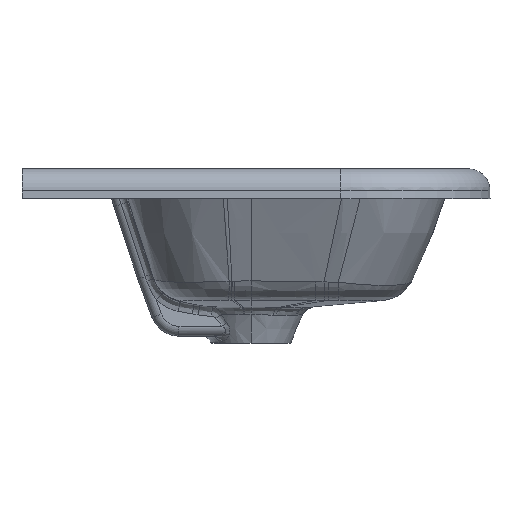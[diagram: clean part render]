
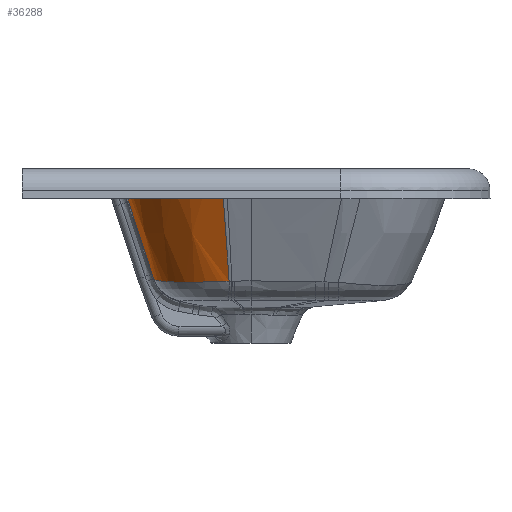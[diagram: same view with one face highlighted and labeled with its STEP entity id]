
A CAD part, left-side view. The second image highlights one B-rep face of the part: STEP entity #36288.
In plain terms, the highlighted free-form (B-spline) face has degree [3, 3] with [5, 7] control points.
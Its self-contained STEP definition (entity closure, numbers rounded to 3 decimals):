
#8843=CARTESIAN_POINT('',(-3108.783,3354.854,5459.035));
#8858=CARTESIAN_POINT('',(-5409.217,853.862,5494.238));
#8859=CARTESIAN_POINT('',(-5392.969,1472.815,5490.874));
#8860=CARTESIAN_POINT('',(-4896.85,2696.814,5478.742));
#8861=CARTESIAN_POINT('',(-3721.17,3291.818,5463.746));
#8862=CARTESIAN_POINT('',(-3108.783,3354.854,5459.035));
#8864=CARTESIAN_POINT('',(-4245.895,685.185,3105.008));
#8865=CARTESIAN_POINT('',(-4449.498,720.662,3512.422));
#8866=CARTESIAN_POINT('',(-4842.209,784.767,4308.798));
#8867=CARTESIAN_POINT('',(-5224.781,833.725,5104.95));
#8868=CARTESIAN_POINT('',(-5409.217,853.862,5494.238));
#8870=CARTESIAN_POINT('',(-2373.584,2612.267,3164.784));
#8871=CARTESIAN_POINT('',(-2495.541,2608.609,3153.013));
#8872=CARTESIAN_POINT('',(-2728.804,2575.479,3132.705));
#8873=CARTESIAN_POINT('',(-3007.753,2490.723,3112.548));
#8874=CARTESIAN_POINT('',(-3313.08,2337.728,3095.009));
#8875=CARTESIAN_POINT('',(-3554.443,2166.734,3085.126));
#8876=CARTESIAN_POINT('',(-3826.497,1886.603,3078.604));
#8877=CARTESIAN_POINT('',(-3986.163,1647.547,3078.878));
#8878=CARTESIAN_POINT('',(-4140.849,1330.949,3082.832));
#8879=CARTESIAN_POINT('',(-4233.759,954.366,3093.755));
#8880=CARTESIAN_POINT('',(-4244.717,768.035,3101.157));
#8881=CARTESIAN_POINT('',(-4245.895,685.185,3105.008));
#8883=CARTESIAN_POINT('',(-3108.783,3354.854,5459.035));
#8884=CARTESIAN_POINT('',(-2981.08,3257.471,5095.896));
#8885=CARTESIAN_POINT('',(-2722.643,3031.932,4332.943));
#8886=CARTESIAN_POINT('',(-2488.327,2764.034,3566.766));
#8887=CARTESIAN_POINT('',(-2373.584,2612.267,3164.784));
#8889=CARTESIAN_POINT('',(-2373.584,2612.267,3164.784));
#9458=VERTEX_POINT('',#8843);
#9459=VERTEX_POINT('',#8858);
#9461=VERTEX_POINT('',#8864);
#9555=VERTEX_POINT('',#8889);
#36245=CARTESIAN_POINT('',(-3109.187,3386.946,
5564.949));
#36246=CARTESIAN_POINT('',(-3426.988,3354.146,
5562.361));
#36247=CARTESIAN_POINT('',(-4036.989,3171.224,
5554.992));
#36248=CARTESIAN_POINT('',(-4790.43,2589.004,
5540.297));
#36249=CARTESIAN_POINT('',(-5294.781,1776.568,
5526.821));
#36250=CARTESIAN_POINT('',(-5418.879,1143.361,
5520.487));
#36251=CARTESIAN_POINT('',(-5421.193,818.345,
5518.176));
#36252=CARTESIAN_POINT('',(-2968.9,3280.805,
5166.959));
#36253=CARTESIAN_POINT('',(-3279.84,3260.843,
5162.29));
#36254=CARTESIAN_POINT('',(-3880.376,3099.584,
5152.303));
#36255=CARTESIAN_POINT('',(-4624.865,2539.694,
5137.368));
#36256=CARTESIAN_POINT('',(-5120.136,1742.74,
5126.016));
#36257=CARTESIAN_POINT('',(-5235.565,1118.389,
5121.951));
#36258=CARTESIAN_POINT('',(-5232.433,798.528,
5120.964));
#36259=CARTESIAN_POINT('',(-2691.867,3037.899,
4346.326));
#36260=CARTESIAN_POINT('',(-2985.897,3037.547,
4337.643));
#36261=CARTESIAN_POINT('',(-3559.163,2912.644,
4322.951));
#36262=CARTESIAN_POINT('',(-4274.273,2401.482,
4308.389));
#36263=CARTESIAN_POINT('',(-4746.846,1649.44,
4301.637));
#36264=CARTESIAN_POINT('',(-4848.922,1054.517,
4302.045));
#36265=CARTESIAN_POINT('',(-4838.889,750.291,
4303.643));
#36266=CARTESIAN_POINT('',(-2442.828,2747.684,
3521.868));
#36267=CARTESIAN_POINT('',(-2713.238,2751.14,
3510.569));
#36268=CARTESIAN_POINT('',(-3240.971,2644.508,
3493.446));
#36269=CARTESIAN_POINT('',(-3903.132,2188.154,
3480.427));
#36270=CARTESIAN_POINT('',(-4344.988,1507.838,
3477.916));
#36271=CARTESIAN_POINT('',(-4443.346,965.28,
3482.24));
#36272=CARTESIAN_POINT('',(-4435.658,687.01,
3486.066));
#36273=CARTESIAN_POINT('',(-2324.128,2586.021,
3096.669));
#36274=CARTESIAN_POINT('',(-2580.065,2587.012,
3084.601));
#36275=CARTESIAN_POINT('',(-3078.688,2485.003,
3067.031));
#36276=CARTESIAN_POINT('',(-3706.599,2058.777,
3055.007));
#36277=CARTESIAN_POINT('',(-4130.207,1423.057,
3054.403));
#36278=CARTESIAN_POINT('',(-4229.395,913.981,
3060.501));
#36279=CARTESIAN_POINT('',(-4225.587,652.035,
3065.342));
#36280=B_SPLINE_SURFACE_WITH_KNOTS('',3,3,((#36245,#36246,#36247,#36248,#36249,
#36250,#36251),(#36252,#36253,#36254,#36255,#36256,#36257,#36258),(#36259,
#36260,#36261,#36262,#36263,#36264,#36265),(#36266,#36267,#36268,#36269,#36270,
#36271,#36272),(#36273,#36274,#36275,#36276,#36277,#36278,#36279)),
.UNSPECIFIED.,.F.,.F.,.F.,(4,1,4),(4,1,1,1,4),(0.,
0.486,1.),(0.,0.328,
0.643,0.958,1.285),.UNSPECIFIED.);
#36281=ORIENTED_EDGE('',*,*,#33005,.F.);
#36282=ORIENTED_EDGE('',*,*,#33069,.F.);
#36284=ORIENTED_EDGE('',*,*,#36283,.F.);
#36285=ORIENTED_EDGE('',*,*,#36238,.F.);
#36286=EDGE_LOOP('',(#36281,#36282,#36284,#36285));
#36287=FACE_OUTER_BOUND('',#36286,.F.);
#8863=B_SPLINE_CURVE_WITH_KNOTS('',3,(#8858,#8859,#8860,#8861,#8862),
.UNSPECIFIED.,.F.,.F.,(4,1,4),(0.,0.5,1.),.UNSPECIFIED.);
#8869=B_SPLINE_CURVE_WITH_KNOTS('',3,(#8864,#8865,#8866,#8867,#8868),
.UNSPECIFIED.,.F.,.F.,(4,1,4),(0.,0.511,1.),.UNSPECIFIED.);
#8882=B_SPLINE_CURVE_WITH_KNOTS('',3,(#8870,#8871,#8872,#8873,#8874,#8875,#8876,
#8877,#8878,#8879,#8880,#8881),.UNSPECIFIED.,.F.,.F.,(4,1,1,1,1,1,1,1,1,4),
(0.,0.111,0.222,0.333,0.444,
0.556,0.667,0.778,0.889,1.),
.UNSPECIFIED.);
#8888=B_SPLINE_CURVE_WITH_KNOTS('',3,(#8883,#8884,#8885,#8886,#8887),
.UNSPECIFIED.,.F.,.F.,(4,1,4),(0.,0.477,1.),.UNSPECIFIED.);
#33005=EDGE_CURVE('',#9459,#9458,#8863,.T.);
#33069=EDGE_CURVE('',#9461,#9459,#8869,.T.);
#36238=EDGE_CURVE('',#9458,#9555,#8888,.T.);
#36283=EDGE_CURVE('',#9555,#9461,#8882,.T.);
#36288=ADVANCED_FACE('',(#36287),#36280,.T.);
